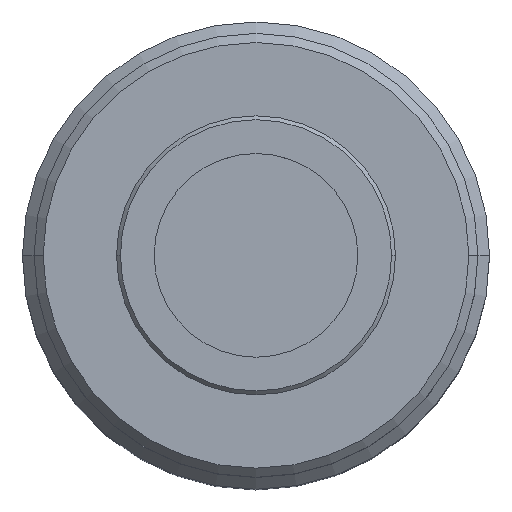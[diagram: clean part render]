
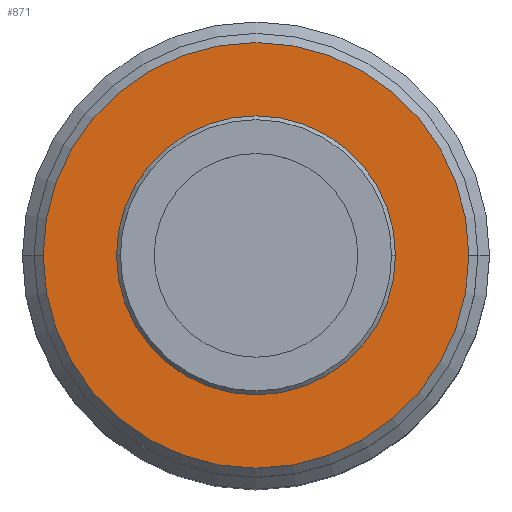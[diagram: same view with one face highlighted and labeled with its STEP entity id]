
A CAD part, top view. The second image highlights one B-rep face of the part: STEP entity #871.
In plain terms, the highlighted planar face has unit normal (0, 0, 1).
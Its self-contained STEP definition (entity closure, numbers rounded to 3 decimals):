
#144 = DIRECTION ( 'NONE',  ( 1., 0., 0. ) ) ;
#145 = DIRECTION ( 'NONE',  ( 0., 0., 1. ) ) ;
#146 = CARTESIAN_POINT ( 'NONE',  ( 0., 0., 47.7 ) ) ;
#310 = DIRECTION ( 'NONE',  ( 1., 0., 0. ) ) ;
#311 = DIRECTION ( 'NONE',  ( 0., 0., -1. ) ) ;
#312 = CARTESIAN_POINT ( 'NONE',  ( 0., 0., 47.7 ) ) ;
#320 = DIRECTION ( 'NONE',  ( 1., 0., 0. ) ) ;
#321 = DIRECTION ( 'NONE',  ( 0., 0., -1. ) ) ;
#323 = CARTESIAN_POINT ( 'NONE',  ( 0., 0., 47.7 ) ) ;
#352 = DIRECTION ( 'NONE',  ( 1., 0., 0. ) ) ;
#354 = DIRECTION ( 'NONE',  ( 0., 0., 1. ) ) ;
#355 = CARTESIAN_POINT ( 'NONE',  ( 0., 0., 47.7 ) ) ;
#434 = VERTEX_POINT ( 'NONE', #1654 ) ;
#436 = VERTEX_POINT ( 'NONE', #1649 ) ;
#461 = VERTEX_POINT ( 'NONE', #1700 ) ;
#486 = VERTEX_POINT ( 'NONE', #1682 ) ;
#527 = FACE_OUTER_BOUND ( 'NONE', #803, .T. ) ;
#532 = FACE_BOUND ( 'NONE', #827, .T. ) ;
#803 = EDGE_LOOP ( 'NONE', ( #1945, #1943 ) ) ;
#827 = EDGE_LOOP ( 'NONE', ( #1958, #1953 ) ) ;
#871 = ADVANCED_FACE ( 'NONE', ( #527, #532 ), #1603, .T. ) ;
#1589 = DIRECTION ( 'NONE',  ( 1., 0., 0. ) ) ;
#1591 = DIRECTION ( 'NONE',  ( 0., 0., 1. ) ) ;
#1603 = PLANE ( 'NONE',  #2516 ) ;
#1626 = CARTESIAN_POINT ( 'NONE',  ( 0., 0., 47.7 ) ) ;
#1649 = CARTESIAN_POINT ( 'NONE',  ( -16.4, 0., 47.7 ) ) ;
#1654 = CARTESIAN_POINT ( 'NONE',  ( -10.75, 0., 47.7 ) ) ;
#1682 = CARTESIAN_POINT ( 'NONE',  ( 16.4, 0., 47.7 ) ) ;
#1700 = CARTESIAN_POINT ( 'NONE',  ( 10.75, 0., 47.7 ) ) ;
#1833 = CIRCLE ( 'NONE', #2236, 10.75 ) ;
#1847 = CIRCLE ( 'NONE', #2231, 16.4 ) ;
#1851 = CIRCLE ( 'NONE', #2229, 16.4 ) ;
#1919 = CIRCLE ( 'NONE', #2208, 10.75 ) ;
#1943 = ORIENTED_EDGE ( 'NONE', *, *, #2409, .F. ) ;
#1945 = ORIENTED_EDGE ( 'NONE', *, *, #2411, .F. ) ;
#1953 = ORIENTED_EDGE ( 'NONE', *, *, #2397, .F. ) ;
#1958 = ORIENTED_EDGE ( 'NONE', *, *, #2478, .F. ) ;
#2208 = AXIS2_PLACEMENT_3D ( 'NONE', #146, #145, #144 ) ;
#2229 = AXIS2_PLACEMENT_3D ( 'NONE', #312, #311, #310 ) ;
#2231 = AXIS2_PLACEMENT_3D ( 'NONE', #323, #321, #320 ) ;
#2236 = AXIS2_PLACEMENT_3D ( 'NONE', #355, #354, #352 ) ;
#2397 = EDGE_CURVE ( 'NONE', #461, #434, #1833, .T. ) ;
#2409 = EDGE_CURVE ( 'NONE', #486, #436, #1847, .T. ) ;
#2411 = EDGE_CURVE ( 'NONE', #436, #486, #1851, .T. ) ;
#2478 = EDGE_CURVE ( 'NONE', #434, #461, #1919, .T. ) ;
#2516 = AXIS2_PLACEMENT_3D ( 'NONE', #1626, #1591, #1589 ) ;
